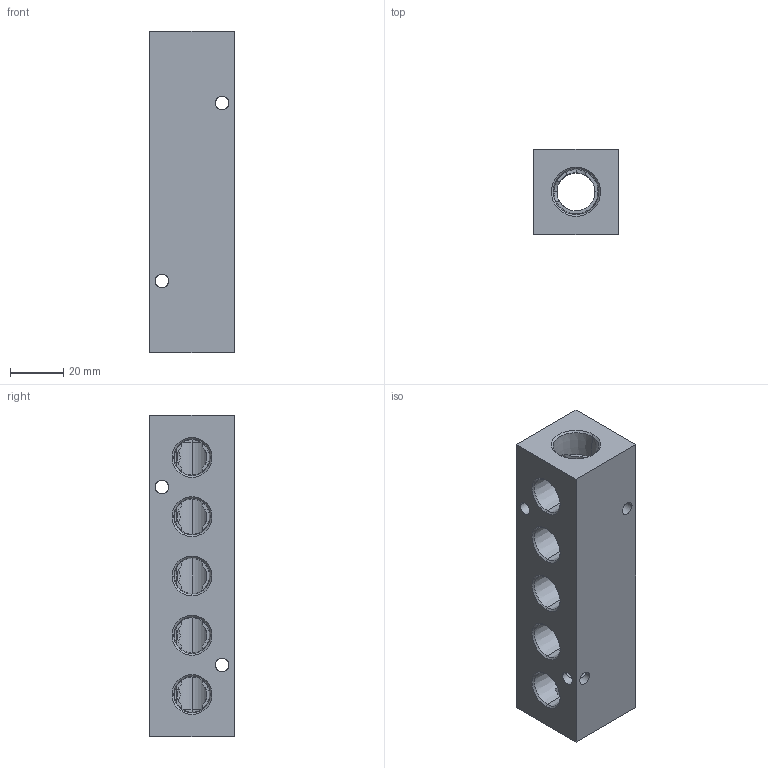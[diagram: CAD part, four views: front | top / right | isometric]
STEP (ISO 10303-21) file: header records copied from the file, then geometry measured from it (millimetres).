
FILE_DESCRIPTION (( 'STEP AP203' ), '1' );
FILE_NAME ('MRA-5DC-90.step', '2015-12-02T21:09:16', ( '' ), ( '' ), 'SwSTEP 2.0', 'SolidWorks 2015', '' );
FILE_SCHEMA (( 'CONFIG_CONTROL_DESIGN' ));
Length unit declared in the file: inch
Products named in the file (1): MRA-5DC-90
Bounding box: 31.75 x 31.75 x 120.65 mm (x, y, z)
Volume: 85134.8 mm3; surface area: 25600.5 mm2
Topology: 1 solids, 1 shells, 118 faces, 364 edges, 224 vertices
Faces by surface type: cone 48, cylinder 40, plane 30
Entity records: 4952 total; most frequent: CARTESIAN_POINT 1711, ORIENTED_EDGE 728, DIRECTION 616, EDGE_CURVE 364, AXIS2_PLACEMENT_3D 245, VERTEX_POINT 224, EDGE_LOOP 138, LINE 126
